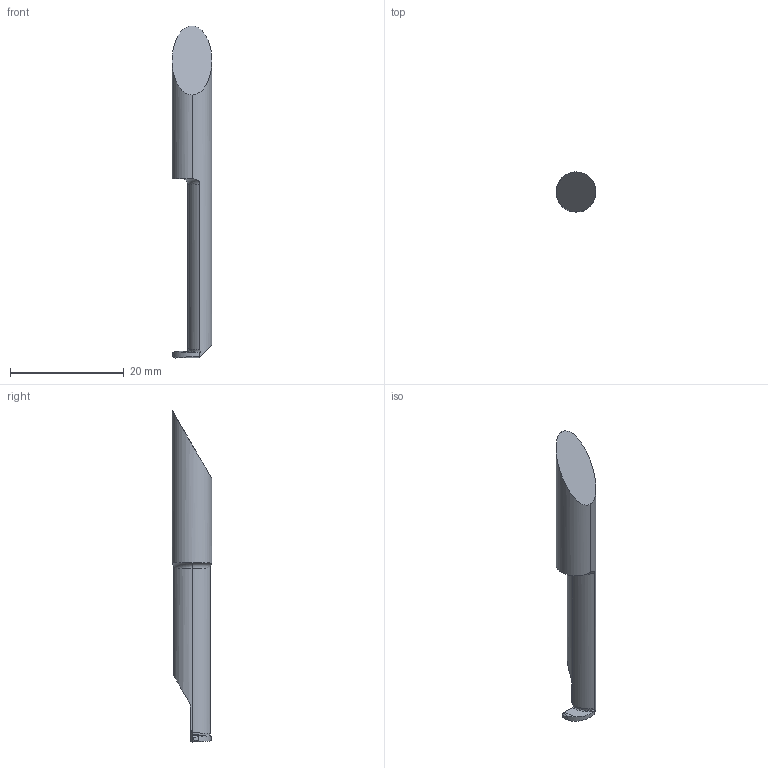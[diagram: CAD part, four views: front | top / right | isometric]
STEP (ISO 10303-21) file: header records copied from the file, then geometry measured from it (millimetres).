
FILE_DESCRIPTION(/* description */ (''),/* implementation_level */ '2;1');
FILE_NAME(/* name */ '1530532065959.stp',/* time_stamp */ '2018-07-02T13:47:52+02:00',/* author */ (''),/* organization */ ('SMS'),/* preprocessor_version */ 'ST-DEVELOPER v15',/* originating_system */ 'SIEMENS PLM Software NX 8.5',/* authorisation */ '');
FILE_SCHEMA (('AUTOMOTIVE_DESIGN { 1 0 10303 214 3 1 1 1 }'));
Length unit declared in the file: millimetre
Products named in the file (1): 201740901mod000_00
Bounding box: 7 x 7 x 58.31 mm (x, y, z)
Volume: 1348.2 mm3; surface area: 1062.7 mm2
Topology: 2 solids, 2 shells, 29 faces, 75 edges, 53 vertices
Faces by surface type: plane 11, cylinder 9, bspline 7, torus 2
Entity records: 1579 total; most frequent: CARTESIAN_POINT 903, ORIENTED_EDGE 148, DIRECTION 97, EDGE_CURVE 74, VERTEX_POINT 49, AXIS2_PLACEMENT_3D 36, ADVANCED_FACE 29, FACE_OUTER_BOUND 29
